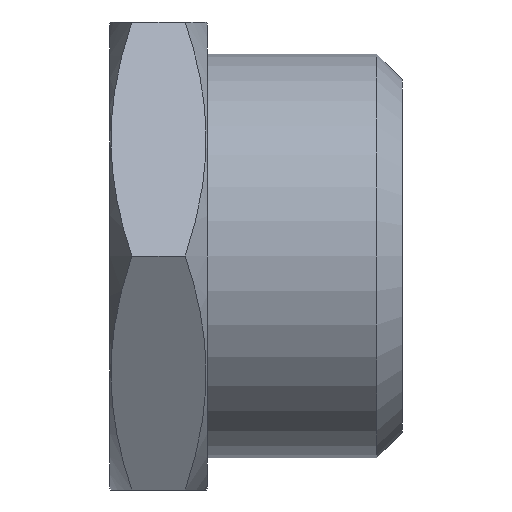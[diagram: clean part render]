
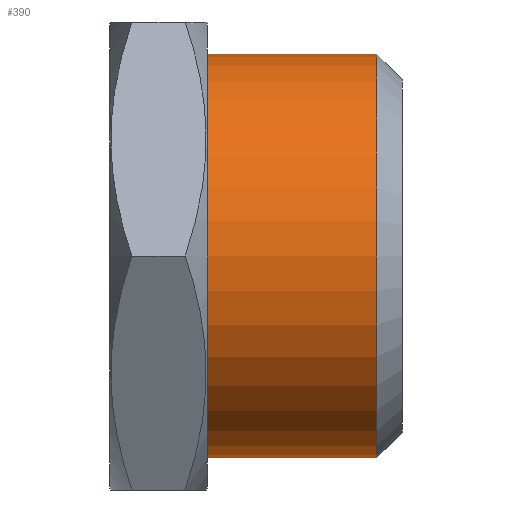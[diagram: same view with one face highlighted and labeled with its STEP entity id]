
A CAD part, left-side view. The second image highlights one B-rep face of the part: STEP entity #390.
In plain terms, the highlighted cylindrical face has radius 10.35 mm (diameter 20.7 mm), a partial arc.
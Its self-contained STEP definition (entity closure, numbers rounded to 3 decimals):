
#42 = VERTEX_POINT ( 'NONE', #607 ) ;
#64 = VERTEX_POINT ( 'NONE', #624 ) ;
#69 = VERTEX_POINT ( 'NONE', #623 ) ;
#72 = EDGE_CURVE ( 'NONE', #42, #69, #146, .T. ) ;
#74 = VERTEX_POINT ( 'NONE', #147 ) ;
#75 = EDGE_CURVE ( 'NONE', #64, #74, #152, .T. ) ;
#134 = VECTOR ( 'NONE', #150, 1000. ) ;
#137 = DIRECTION ( 'NONE',  ( 0., -1., 0. ) ) ;
#138 = VECTOR ( 'NONE', #137, 1000. ) ;
#145 = CARTESIAN_POINT ( 'NONE',  ( 0., -5.977, -10.35 ) ) ;
#146 = LINE ( 'NONE', #145, #138 ) ;
#147 = CARTESIAN_POINT ( 'NONE',  ( 0., 1.3, 10.35 ) ) ;
#150 = DIRECTION ( 'NONE',  ( 0., -1., 0. ) ) ;
#151 = CARTESIAN_POINT ( 'NONE',  ( 0., -5.977, 10.35 ) ) ;
#152 = LINE ( 'NONE', #151, #134 ) ;
#295 = FACE_OUTER_BOUND ( 'NONE', #362, .T. ) ;
#298 = DIRECTION ( 'NONE',  ( 0., 0., -1. ) ) ;
#299 = DIRECTION ( 'NONE',  ( 0., -1., 0. ) ) ;
#311 = AXIS2_PLACEMENT_3D ( 'NONE', #322, #299, #298 ) ;
#322 = CARTESIAN_POINT ( 'NONE',  ( 0., -5.977, 0. ) ) ;
#324 = CYLINDRICAL_SURFACE ( 'NONE', #311, 10.35 ) ;
#362 = EDGE_LOOP ( 'NONE', ( #447, #448, #437, #436 ) ) ;
#390 = ADVANCED_FACE ( 'NONE', ( #295 ), #324, .T. ) ;
#398 = EDGE_CURVE ( 'NONE', #64, #42, #764, .T. ) ;
#435 = EDGE_CURVE ( 'NONE', #74, #69, #727, .T. ) ;
#436 = ORIENTED_EDGE ( 'NONE', *, *, #435, .F. ) ;
#437 = ORIENTED_EDGE ( 'NONE', *, *, #72, .T. ) ;
#447 = ORIENTED_EDGE ( 'NONE', *, *, #75, .F. ) ;
#448 = ORIENTED_EDGE ( 'NONE', *, *, #398, .T. ) ;
#607 = CARTESIAN_POINT ( 'NONE',  ( 0., 10., -10.35 ) ) ;
#623 = CARTESIAN_POINT ( 'NONE',  ( 0., 1.3, -10.35 ) ) ;
#624 = CARTESIAN_POINT ( 'NONE',  ( 0., 10., 10.35 ) ) ;
#724 = DIRECTION ( 'NONE',  ( 0., -1., 0. ) ) ;
#725 = CARTESIAN_POINT ( 'NONE',  ( 0., 1.3, 0. ) ) ;
#726 = AXIS2_PLACEMENT_3D ( 'NONE', #725, #724, #750 ) ;
#727 = CIRCLE ( 'NONE', #726, 10.35 ) ;
#750 = DIRECTION ( 'NONE',  ( 0., 0., -1. ) ) ;
#762 = DIRECTION ( 'NONE',  ( 0., -1., 0. ) ) ;
#764 = CIRCLE ( 'NONE', #769, 10.35 ) ;
#768 = DIRECTION ( 'NONE',  ( 0., 0., -1. ) ) ;
#769 = AXIS2_PLACEMENT_3D ( 'NONE', #777, #762, #768 ) ;
#777 = CARTESIAN_POINT ( 'NONE',  ( 0., 10., 0. ) ) ;
